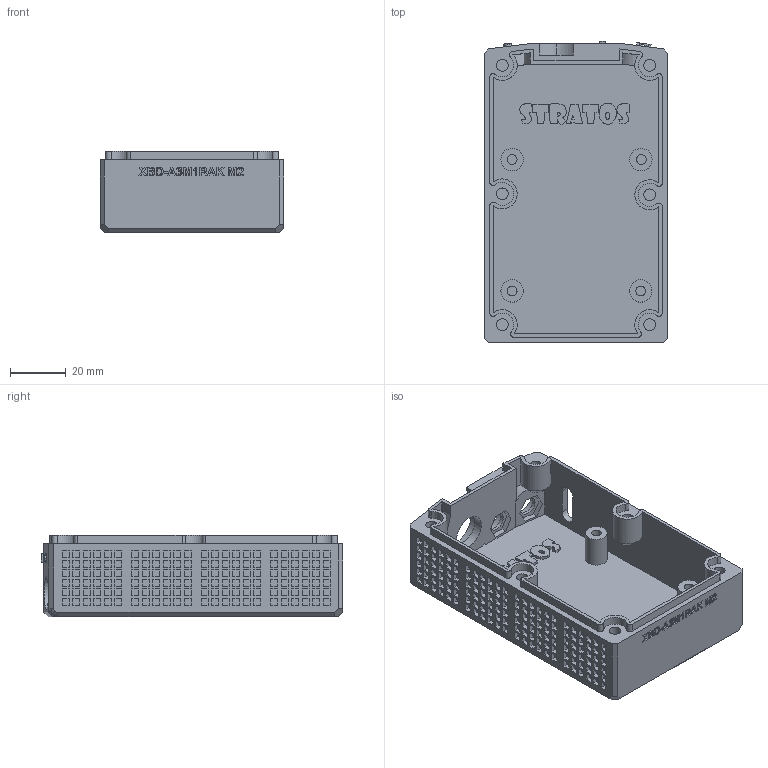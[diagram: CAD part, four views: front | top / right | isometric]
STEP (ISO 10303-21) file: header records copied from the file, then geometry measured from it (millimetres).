
FILE_DESCRIPTION(/* description */ (''),/* implementation_level */ '2;1');
FILE_NAME(/* name */ 'Bottom .step',/* time_stamp */ '2025-05-31T13:53:45-05:00',/* author */ (''),/* organization */ (''),/* preprocessor_version */ 'ST-DEVELOPER v20.1',/* originating_system */ 'Autodesk Translation Framework v14.10.0.0',/* authorisation */ '');
FILE_SCHEMA (('AUTOMOTIVE_DESIGN { 1 0 10303 214 3 1 1 }'));
Length unit declared in the file: millimetre
Products named in the file (1): 2025-05-31-13-53-44-524
Bounding box: 65.76 x 107.95 x 29.05 mm (x, y, z)
Volume: 51250.3 mm3; surface area: 38115.4 mm2
Topology: 1 solids, 1 shells, 1348 faces, 3422 edges, 2278 vertices
Faces by surface type: plane 1036, bspline 252, cylinder 54, cone 6
Full cylindrical faces by diameter (mm): 3.5 x4, 4.2 x6, 6.7 x3, 8 x4, 12 x3, 12.4 x1
Entity records: 42893 total; most frequent: CARTESIAN_POINT 11879, ORIENTED_EDGE 6836, DIRECTION 5230, EDGE_CURVE 3418, LINE 2770, VECTOR 2770, VERTEX_POINT 2276, EDGE_LOOP 1562
